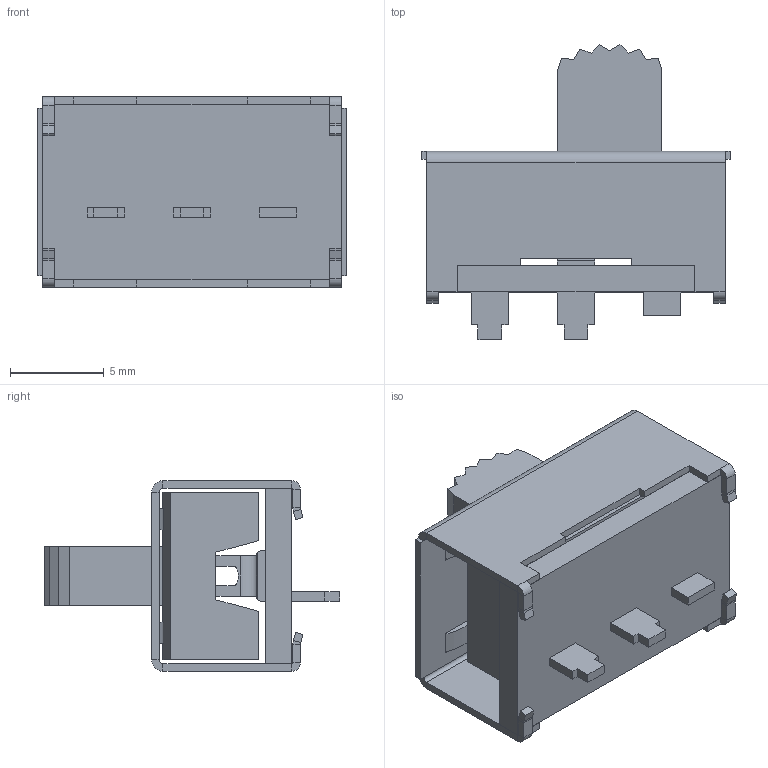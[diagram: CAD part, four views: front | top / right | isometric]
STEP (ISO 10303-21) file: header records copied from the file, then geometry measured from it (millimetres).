
FILE_DESCRIPTION(/* description */ (''),/* implementation_level */ '2;1');
FILE_NAME(/* name */ 'spst_switch.step',/* time_stamp */ '2021-01-07T10:30:23+05:00',/* author */ (''),/* organization */ (''),/* preprocessor_version */ 'ST-DEVELOPER v18.1',/* originating_system */ 'Autodesk Translation Framework v9.7.1.1290',/* authorisation */ '');
FILE_SCHEMA (('AUTOMOTIVE_DESIGN { 1 0 10303 214 3 1 1 }'));
Length unit declared in the file: inch
Products named in the file (1): (Unsaved)
Bounding box: 16.46 x 15.75 x 10.16 mm (x, y, z)
Volume: 858.7 mm3; surface area: 1701.7 mm2
Topology: 9 solids, 9 shells, 263 faces, 635 edges, 382 vertices
Faces by surface type: plane 212, cylinder 51
Entity records: 7527 total; most frequent: CARTESIAN_POINT 1281, ORIENTED_EDGE 1270, DIRECTION 1269, EDGE_CURVE 635, LINE 529, VECTOR 529, VERTEX_POINT 382, AXIS2_PLACEMENT_3D 370
